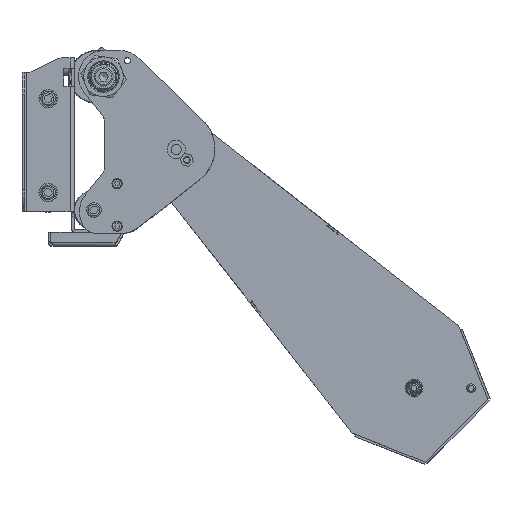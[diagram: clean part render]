
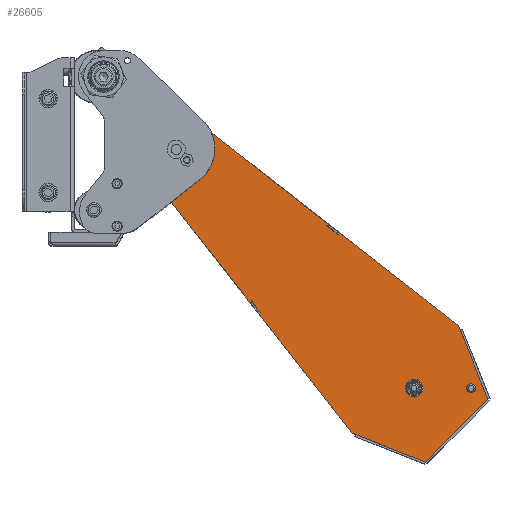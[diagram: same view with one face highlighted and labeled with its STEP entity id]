
A CAD part, top view. The second image highlights one B-rep face of the part: STEP entity #26605.
In plain terms, the highlighted planar face has unit normal (0, 0, 1).
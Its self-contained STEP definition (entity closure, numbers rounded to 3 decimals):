
#177=LINE('',#36063,#1325);
#284=LINE('',#36401,#1432);
#285=LINE('',#36403,#1433);
#286=LINE('',#36405,#1434);
#287=LINE('',#36407,#1435);
#288=LINE('',#36409,#1436);
#289=LINE('',#36411,#1437);
#290=LINE('',#36413,#1438);
#291=LINE('',#36415,#1439);
#292=LINE('',#36417,#1440);
#293=LINE('',#36419,#1441);
#294=LINE('',#36421,#1442);
#295=LINE('',#36423,#1443);
#296=LINE('',#36425,#1444);
#1325=VECTOR('',#30066,1000.);
#1432=VECTOR('',#30419,1000.);
#1433=VECTOR('',#30420,1000.);
#1434=VECTOR('',#30421,1000.);
#1435=VECTOR('',#30422,1000.);
#1436=VECTOR('',#30423,1000.);
#1437=VECTOR('',#30424,1000.);
#1438=VECTOR('',#30425,1000.);
#1439=VECTOR('',#30426,1000.);
#1440=VECTOR('',#30427,1000.);
#1441=VECTOR('',#30428,1000.);
#1442=VECTOR('',#30429,1000.);
#1443=VECTOR('',#30430,1000.);
#1444=VECTOR('',#30431,1000.);
#3093=CIRCLE('',#27839,27.);
#3151=CIRCLE('',#27958,6.);
#3152=CIRCLE('',#27959,3.);
#4545=ORIENTED_EDGE('',*,*,#9514,.T.);
#4546=ORIENTED_EDGE('',*,*,#9515,.T.);
#4547=ORIENTED_EDGE('',*,*,#9516,.F.);
#4548=ORIENTED_EDGE('',*,*,#9352,.T.);
#4549=ORIENTED_EDGE('',*,*,#9348,.T.);
#4550=ORIENTED_EDGE('',*,*,#9517,.F.);
#4551=ORIENTED_EDGE('',*,*,#9518,.F.);
#4552=ORIENTED_EDGE('',*,*,#9519,.T.);
#4553=ORIENTED_EDGE('',*,*,#9520,.T.);
#4554=ORIENTED_EDGE('',*,*,#9521,.F.);
#4555=ORIENTED_EDGE('',*,*,#9522,.T.);
#4556=ORIENTED_EDGE('',*,*,#9523,.T.);
#4557=ORIENTED_EDGE('',*,*,#9524,.T.);
#4558=ORIENTED_EDGE('',*,*,#9525,.F.);
#4559=ORIENTED_EDGE('',*,*,#9526,.F.);
#4560=ORIENTED_EDGE('',*,*,#9527,.T.);
#4561=ORIENTED_EDGE('',*,*,#9528,.T.);
#9348=EDGE_CURVE('',#11923,#11922,#177,.T.);
#9352=EDGE_CURVE('',#11925,#11923,#3093,.T.);
#9514=EDGE_CURVE('',#12029,#12029,#3151,.T.);
#9515=EDGE_CURVE('',#12030,#12030,#3152,.T.);
#9516=EDGE_CURVE('',#11925,#12031,#284,.T.);
#9517=EDGE_CURVE('',#12032,#11922,#285,.T.);
#9518=EDGE_CURVE('',#12033,#12032,#286,.T.);
#9519=EDGE_CURVE('',#12033,#12034,#287,.T.);
#9520=EDGE_CURVE('',#12034,#12035,#288,.T.);
#9521=EDGE_CURVE('',#12036,#12035,#289,.T.);
#9522=EDGE_CURVE('',#12036,#12037,#290,.T.);
#9523=EDGE_CURVE('',#12037,#12038,#291,.T.);
#9524=EDGE_CURVE('',#12038,#12039,#292,.T.);
#9525=EDGE_CURVE('',#12040,#12039,#293,.T.);
#9526=EDGE_CURVE('',#12041,#12040,#294,.T.);
#9527=EDGE_CURVE('',#12041,#12042,#295,.T.);
#9528=EDGE_CURVE('',#12042,#12031,#296,.T.);
#11922=VERTEX_POINT('',#36062);
#11923=VERTEX_POINT('',#36064);
#11925=VERTEX_POINT('',#36069);
#12029=VERTEX_POINT('',#36398);
#12030=VERTEX_POINT('',#36400);
#12031=VERTEX_POINT('',#36402);
#12032=VERTEX_POINT('',#36404);
#12033=VERTEX_POINT('',#36406);
#12034=VERTEX_POINT('',#36408);
#12035=VERTEX_POINT('',#36410);
#12036=VERTEX_POINT('',#36412);
#12037=VERTEX_POINT('',#36414);
#12038=VERTEX_POINT('',#36416);
#12039=VERTEX_POINT('',#36418);
#12040=VERTEX_POINT('',#36420);
#12041=VERTEX_POINT('',#36422);
#12042=VERTEX_POINT('',#36424);
#14216=EDGE_LOOP('',(#4545));
#14217=EDGE_LOOP('',(#4546));
#14218=EDGE_LOOP('',(#4547,#4548,#4549,#4550,#4551,#4552,#4553,#4554,#4555,
#4556,#4557,#4558,#4559,#4560,#4561));
#15882=FACE_BOUND('',#14216,.T.);
#15883=FACE_BOUND('',#14217,.T.);
#15884=FACE_BOUND('',#14218,.T.);
#17465=PLANE('',#27957);
#26605=ADVANCED_FACE('',(#15882,#15883,#15884),#17465,.F.);
#27839=AXIS2_PLACEMENT_3D('',#36071,#30073,#30074);
#27957=AXIS2_PLACEMENT_3D('',#36396,#30413,#30414);
#27958=AXIS2_PLACEMENT_3D('',#36397,#30415,#30416);
#27959=AXIS2_PLACEMENT_3D('',#36399,#30417,#30418);
#30066=DIRECTION('',(-0.788,-0.616,0.));
#30073=DIRECTION('',(0.,0.,-1.));
#30074=DIRECTION('',(-1.,0.,0.));
#30413=DIRECTION('',(0.,0.,-1.));
#30414=DIRECTION('',(-0.707,-0.707,0.));
#30415=DIRECTION('',(0.,0.,-1.));
#30416=DIRECTION('',(0.,1.,0.));
#30417=DIRECTION('',(0.,0.,-1.));
#30418=DIRECTION('',(0.,1.,0.));
#30419=DIRECTION('',(0.788,-0.616,0.));
#30420=DIRECTION('',(-0.616,0.788,0.));
#30421=DIRECTION('',(-0.788,-0.616,0.));
#30422=DIRECTION('',(0.616,-0.788,0.));
#30423=DIRECTION('',(-0.788,-0.616,0.));
#30424=DIRECTION('',(-0.616,0.788,0.));
#30425=DIRECTION('',(0.929,-0.371,0.));
#30426=DIRECTION('',(0.707,0.707,0.));
#30427=DIRECTION('',(-0.371,0.929,0.));
#30428=DIRECTION('',(0.788,-0.616,0.));
#30429=DIRECTION('',(0.616,0.788,0.));
#30430=DIRECTION('',(-0.788,0.616,0.));
#30431=DIRECTION('',(0.616,0.788,0.));
#36062=CARTESIAN_POINT('',(-391.607,351.546,-181.374));
#36063=CARTESIAN_POINT('',(-372.322,366.613,-181.374));
#36064=CARTESIAN_POINT('',(-372.322,366.613,-181.374));
#36069=CARTESIAN_POINT('',(-364.324,398.972,-181.374));
#36071=CARTESIAN_POINT('',(-388.945,387.889,-181.374));
#36396=CARTESIAN_POINT('',(-438.25,456.729,-181.374));
#36397=CARTESIAN_POINT('',(-226.008,224.538,-181.374));
#36398=CARTESIAN_POINT('',(-226.008,230.538,-181.374));
#36399=CARTESIAN_POINT('',(-187.117,224.538,-181.374));
#36400=CARTESIAN_POINT('',(-187.117,227.538,-181.374));
#36401=CARTESIAN_POINT('',(-438.25,456.729,-181.374));
#36402=CARTESIAN_POINT('',(-284.817,336.855,-181.374));
#36403=CARTESIAN_POINT('',(-267.221,192.339,-181.374));
#36404=CARTESIAN_POINT('',(-338.325,283.347,-181.374));
#36405=CARTESIAN_POINT('',(-338.325,283.347,-181.374));
#36406=CARTESIAN_POINT('',(-337.142,284.271,-181.374));
#36407=CARTESIAN_POINT('',(-456.999,437.68,-181.374));
#36408=CARTESIAN_POINT('',(-330.986,276.391,-181.374));
#36409=CARTESIAN_POINT('',(-332.168,275.467,-181.374));
#36410=CARTESIAN_POINT('',(-332.168,275.467,-181.374));
#36411=CARTESIAN_POINT('',(-267.221,192.339,-181.374));
#36412=CARTESIAN_POINT('',(-268.674,194.199,-181.374));
#36413=CARTESIAN_POINT('',(-265.906,193.092,-181.374));
#36414=CARTESIAN_POINT('',(-218.496,174.138,-181.374));
#36415=CARTESIAN_POINT('',(-218.496,174.138,-181.374));
#36416=CARTESIAN_POINT('',(-175.608,217.026,-181.374));
#36417=CARTESIAN_POINT('',(-175.608,217.026,-181.374));
#36418=CARTESIAN_POINT('',(-195.669,267.204,-181.374));
#36419=CARTESIAN_POINT('',(-438.25,456.729,-181.374));
#36420=CARTESIAN_POINT('',(-276.937,330.698,-181.374));
#36421=CARTESIAN_POINT('',(-276.937,330.698,-181.374));
#36422=CARTESIAN_POINT('',(-277.861,329.516,-181.374));
#36423=CARTESIAN_POINT('',(-194.562,264.436,-181.374));
#36424=CARTESIAN_POINT('',(-285.741,335.673,-181.374));
#36425=CARTESIAN_POINT('',(-284.817,336.855,-181.374));
